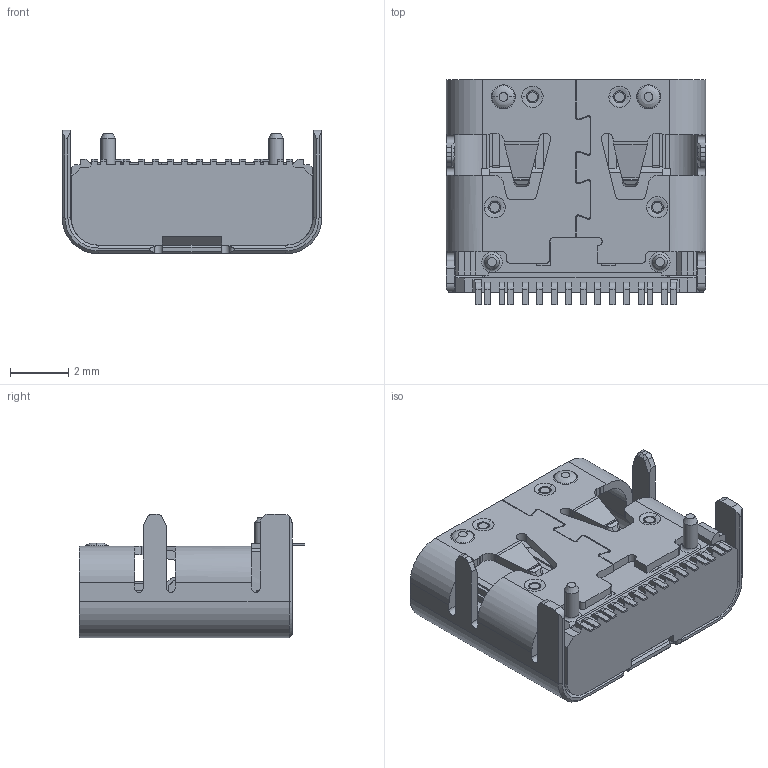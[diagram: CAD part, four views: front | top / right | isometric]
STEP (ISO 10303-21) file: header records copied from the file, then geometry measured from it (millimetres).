
FILE_DESCRIPTION(('CAx-IF Rec.Pracs.---Model Styling and Organization---1.5---2016-08-15','CAx-IF Rec.Pracs.---Geometric and Assembly Validation Properties---4.4---2016-08-17','CAx-IF Rec.Pracs.---User Defined Attributes---1.5---2016-08-15','CAx-IF Rec.Pracs.---External References---2.1---2005-01-19'),'2;1');
FILE_NAME('USB_C_RECEPTACLE_USB_2.0.stp','2019-12-07T01:11:41',('Unspecified'),('Unspecified'),'CAD Exchanger 3.7.0 (cadexchanger.com)','Unspecified','');
FILE_SCHEMA(('AUTOMOTIVE_DESIGN { 1 0 10303 214 1 1 1 1 }'));
Length unit declared in the file: millimetre
Products named in the file (1): USB - C
Bounding box: 8.95 x 7.75 x 4.26 mm (x, y, z)
Volume: 113.6 mm3; surface area: 457.5 mm2
Topology: 1 solids, 8 shells, 1204 faces, 3464 edges, 2276 vertices
Faces by surface type: plane 869, cylinder 219, revolution 41, torus 30, cone 21, bspline 20, sphere 4
Full cylindrical faces by diameter (mm): 0.5 x2, 0.692 x2
Entity records: 48835 total; most frequent: CARTESIAN_POINT 8784, ORIENTED_EDGE 6916, DIRECTION 6145, EDGE_CURVE 3458, LINE 2658, VECTOR 2658, VERTEX_POINT 2276, AXIS2_PLACEMENT_3D 1723
